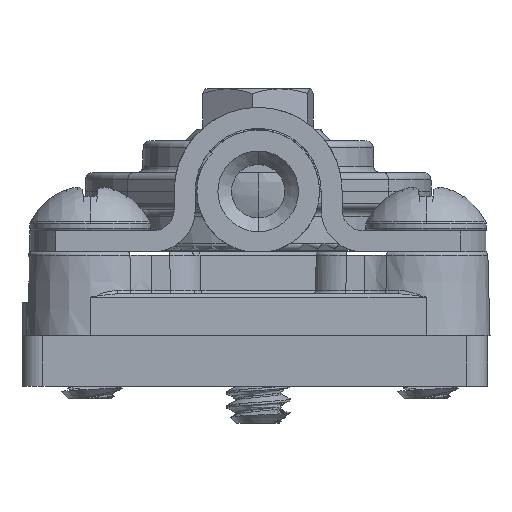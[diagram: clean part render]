
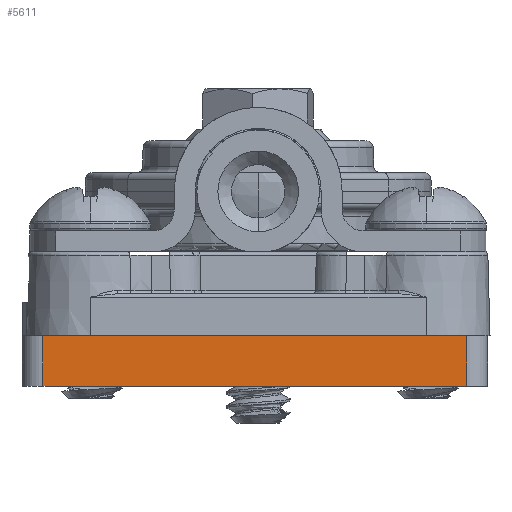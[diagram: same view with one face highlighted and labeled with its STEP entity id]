
A CAD part, front view. The second image highlights one B-rep face of the part: STEP entity #5611.
In plain terms, the highlighted planar face has unit normal (0, -1, 0).
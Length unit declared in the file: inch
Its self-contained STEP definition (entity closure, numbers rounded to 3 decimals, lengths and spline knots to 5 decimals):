
#21 = EDGE_LOOP ( 'NONE', ( #4990, #11415, #18803, #10807 ) ) ;
#1102 = VERTEX_POINT ( 'NONE', #6001 ) ;
#2686 = DIRECTION ( 'NONE',  ( 1., 0., 0. ) ) ;
#3220 = LINE ( 'NONE', #18779, #12976 ) ;
#3558 = CARTESIAN_POINT ( 'NONE',  ( 0.6205, -5.549, -0.195 ) ) ;
#4401 = CARTESIAN_POINT ( 'NONE',  ( 0.6205, -5.549, -0.195 ) ) ;
#4690 = AXIS2_PLACEMENT_3D ( 'NONE', #13691, #10776, #16905 ) ;
#4703 = EDGE_CURVE ( 'NONE', #1102, #10094, #3220, .T. ) ;
#4990 = ORIENTED_EDGE ( 'NONE', *, *, #10596, .F. ) ;
#5090 = VERTEX_POINT ( 'NONE', #4401 ) ;
#5611 = ADVANCED_FACE ( 'NONE', ( #7475 ), #18412, .F. ) ;
#5782 = EDGE_CURVE ( 'NONE', #10094, #5090, #10870, .T. ) ;
#6001 = CARTESIAN_POINT ( 'NONE',  ( -0.6405, -5.549, -0.345 ) ) ;
#6827 = CARTESIAN_POINT ( 'NONE',  ( -0.6405, -5.549, -0.195 ) ) ;
#7475 = FACE_OUTER_BOUND ( 'NONE', #21, .T. ) ;
#8577 = CARTESIAN_POINT ( 'NONE',  ( -0.6405, -5.549, -0.195 ) ) ;
#9551 = DIRECTION ( 'NONE',  ( 1., 0., 0. ) ) ;
#10094 = VERTEX_POINT ( 'NONE', #19833 ) ;
#10596 = EDGE_CURVE ( 'NONE', #19600, #5090, #11524, .T. ) ;
#10776 = DIRECTION ( 'NONE',  ( 0., 1., 0. ) ) ;
#10807 = ORIENTED_EDGE ( 'NONE', *, *, #5782, .T. ) ;
#10870 = LINE ( 'NONE', #3558, #12709 ) ;
#11415 = ORIENTED_EDGE ( 'NONE', *, *, #18880, .T. ) ;
#11524 = LINE ( 'NONE', #11922, #17664 ) ;
#11922 = CARTESIAN_POINT ( 'NONE',  ( -0.703, -5.549, -0.195 ) ) ;
#12686 = DIRECTION ( 'NONE',  ( 0., 0., 1. ) ) ;
#12709 = VECTOR ( 'NONE', #12686, 39.37008 ) ;
#12976 = VECTOR ( 'NONE', #9551, 39.37008 ) ;
#13691 = CARTESIAN_POINT ( 'NONE',  ( -0.703, -5.549, -0.195 ) ) ;
#14157 = VECTOR ( 'NONE', #17778, 39.37008 ) ;
#14448 = LINE ( 'NONE', #6827, #14157 ) ;
#16905 = DIRECTION ( 'NONE',  ( -1., 0., 0. ) ) ;
#17664 = VECTOR ( 'NONE', #2686, 39.37008 ) ;
#17778 = DIRECTION ( 'NONE',  ( 0., 0., -1. ) ) ;
#18412 = PLANE ( 'NONE',  #4690 ) ;
#18779 = CARTESIAN_POINT ( 'NONE',  ( -0.703, -5.549, -0.345 ) ) ;
#18803 = ORIENTED_EDGE ( 'NONE', *, *, #4703, .T. ) ;
#18880 = EDGE_CURVE ( 'NONE', #19600, #1102, #14448, .T. ) ;
#19600 = VERTEX_POINT ( 'NONE', #8577 ) ;
#19833 = CARTESIAN_POINT ( 'NONE',  ( 0.6205, -5.549, -0.345 ) ) ;
